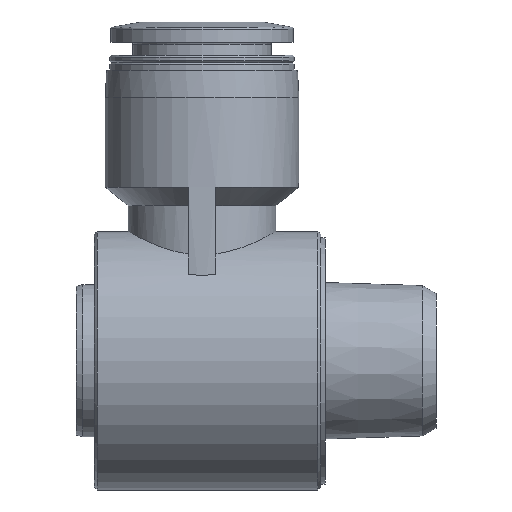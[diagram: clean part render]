
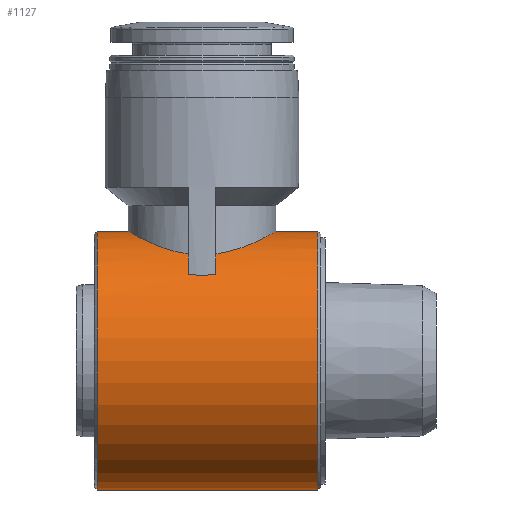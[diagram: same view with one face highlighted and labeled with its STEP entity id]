
A CAD part, left-side view. The second image highlights one B-rep face of the part: STEP entity #1127.
In plain terms, the highlighted cylindrical face has radius 14 mm (diameter 28 mm), a full revolution.
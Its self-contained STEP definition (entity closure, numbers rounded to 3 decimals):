
#113=B_SPLINE_CURVE_WITH_KNOTS('',3,(#1582,#1583,#1584,#1585,#1586,#1587,
#1588,#1589,#1590,#1591,#1592),.UNSPECIFIED.,.F.,.F.,(4,1,1,1,1,1,1,1,4),
(0.014,0.017,0.02,0.023,
0.026,0.028,0.031,0.034,
0.037),.UNSPECIFIED.);
#114=B_SPLINE_CURVE_WITH_KNOTS('',3,(#1597,#1598,#1599,#1600),
 .UNSPECIFIED.,.F.,.F.,(4,4),(0.,0.003),.UNSPECIFIED.);
#115=B_SPLINE_CURVE_WITH_KNOTS('',3,(#1604,#1605,#1606,#1607,#1608,#1609,
#1610,#1611,#1612,#1613,#1614),.UNSPECIFIED.,.F.,.F.,(4,1,1,1,1,1,1,1,4),
(0.04,0.043,0.046,0.048,
0.051,0.054,0.057,0.06,
0.062),.UNSPECIFIED.);
#116=B_SPLINE_CURVE_WITH_KNOTS('',3,(#1618,#1619,#1620,#1621),
 .UNSPECIFIED.,.F.,.F.,(4,4),(0.,0.003),.UNSPECIFIED.);
#154=ORIENTED_EDGE('',*,*,#342,.F.);
#155=ORIENTED_EDGE('',*,*,#343,.T.);
#156=ORIENTED_EDGE('',*,*,#344,.F.);
#157=ORIENTED_EDGE('',*,*,#345,.F.);
#158=ORIENTED_EDGE('',*,*,#346,.F.);
#159=ORIENTED_EDGE('',*,*,#347,.F.);
#160=ORIENTED_EDGE('',*,*,#348,.F.);
#161=ORIENTED_EDGE('',*,*,#349,.F.);
#162=ORIENTED_EDGE('',*,*,#350,.F.);
#163=ORIENTED_EDGE('',*,*,#351,.F.);
#342=EDGE_CURVE('',#436,#436,#503,.T.);
#343=EDGE_CURVE('',#437,#437,#504,.T.);
#344=EDGE_CURVE('',#438,#439,#113,.T.);
#345=EDGE_CURVE('',#440,#438,#505,.T.);
#346=EDGE_CURVE('',#441,#440,#114,.T.);
#347=EDGE_CURVE('',#442,#441,#506,.T.);
#348=EDGE_CURVE('',#443,#442,#115,.T.);
#349=EDGE_CURVE('',#444,#443,#507,.T.);
#350=EDGE_CURVE('',#445,#444,#116,.T.);
#351=EDGE_CURVE('',#439,#445,#508,.T.);
#436=VERTEX_POINT('',#1579);
#437=VERTEX_POINT('',#1581);
#438=VERTEX_POINT('',#1593);
#439=VERTEX_POINT('',#1594);
#440=VERTEX_POINT('',#1596);
#441=VERTEX_POINT('',#1601);
#442=VERTEX_POINT('',#1603);
#443=VERTEX_POINT('',#1615);
#444=VERTEX_POINT('',#1617);
#445=VERTEX_POINT('',#1622);
#503=CIRCLE('',#1196,14.);
#504=CIRCLE('',#1197,14.);
#505=CIRCLE('',#1198,14.);
#506=CIRCLE('',#1199,14.);
#507=CIRCLE('',#1200,14.);
#508=CIRCLE('',#1201,14.);
#550=EDGE_LOOP('',(#154));
#551=EDGE_LOOP('',(#155));
#552=EDGE_LOOP('',(#156,#157,#158,#159,#160,#161,#162,#163));
#639=FACE_BOUND('',#550,.T.);
#640=FACE_BOUND('',#551,.T.);
#641=FACE_BOUND('',#552,.T.);
#722=CYLINDRICAL_SURFACE('',#1195,14.);
#1127=ADVANCED_FACE('',(#639,#640,#641),#722,.T.);
#1195=AXIS2_PLACEMENT_3D('',#1577,#1314,#1315);
#1196=AXIS2_PLACEMENT_3D('',#1578,#1316,#1317);
#1197=AXIS2_PLACEMENT_3D('',#1580,#1318,#1319);
#1198=AXIS2_PLACEMENT_3D('',#1595,#1320,#1321);
#1199=AXIS2_PLACEMENT_3D('',#1602,#1322,#1323);
#1200=AXIS2_PLACEMENT_3D('',#1616,#1324,#1325);
#1201=AXIS2_PLACEMENT_3D('',#1623,#1326,#1327);
#1314=DIRECTION('',(0.,-1.,0.));
#1315=DIRECTION('',(0.,0.,-1.));
#1316=DIRECTION('',(0.,-1.,0.));
#1317=DIRECTION('',(0.,0.,-1.));
#1318=DIRECTION('',(0.,-1.,0.));
#1319=DIRECTION('',(0.,0.,-1.));
#1320=DIRECTION('',(0.,-1.,0.));
#1321=DIRECTION('',(1.,0.,0.));
#1322=DIRECTION('',(0.,1.,0.));
#1323=DIRECTION('',(-1.,0.,0.));
#1324=DIRECTION('',(0.,1.,0.));
#1325=DIRECTION('',(-1.,0.,0.));
#1326=DIRECTION('',(0.,-1.,0.));
#1327=DIRECTION('',(1.,0.,0.));
#1577=CARTESIAN_POINT('',(0.,-25.35,0.));
#1578=CARTESIAN_POINT('',(0.,-12.55,0.));
#1579=CARTESIAN_POINT('',(0.,-12.55,-14.));
#1580=CARTESIAN_POINT('',(0.,11.35,0.));
#1581=CARTESIAN_POINT('',(0.,11.35,-14.));
#1582=CARTESIAN_POINT('',(7.858,1.5,11.587));
#1583=CARTESIAN_POINT('',(7.683,2.42,11.706));
#1584=CARTESIAN_POINT('',(7.007,4.175,12.156));
#1585=CARTESIAN_POINT('',(5.23,6.254,13.052));
#1586=CARTESIAN_POINT('',(2.838,7.654,13.798));
#1587=CARTESIAN_POINT('',(0.01,8.172,14.1));
#1588=CARTESIAN_POINT('',(-2.834,7.658,13.8));
#1589=CARTESIAN_POINT('',(-5.239,6.248,13.049));
#1590=CARTESIAN_POINT('',(-7.01,4.168,12.154));
#1591=CARTESIAN_POINT('',(-7.683,2.42,11.706));
#1592=CARTESIAN_POINT('',(-7.858,1.5,11.587));
#1593=CARTESIAN_POINT('',(7.858,1.5,11.587));
#1594=CARTESIAN_POINT('',(-7.858,1.5,11.587));
#1595=CARTESIAN_POINT('',(0.,1.5,0.));
#1596=CARTESIAN_POINT('',(10.392,1.5,9.381));
#1597=CARTESIAN_POINT('',(10.392,-1.5,9.381));
#1598=CARTESIAN_POINT('',(10.536,-0.508,9.222));
#1599=CARTESIAN_POINT('',(10.536,0.507,9.222));
#1600=CARTESIAN_POINT('',(10.392,1.5,9.381));
#1601=CARTESIAN_POINT('',(10.392,-1.5,9.381));
#1602=CARTESIAN_POINT('',(0.,-1.5,0.));
#1603=CARTESIAN_POINT('',(7.858,-1.5,11.587));
#1604=CARTESIAN_POINT('',(-7.858,-1.5,11.587));
#1605=CARTESIAN_POINT('',(-7.682,-2.422,11.706));
#1606=CARTESIAN_POINT('',(-7.006,-4.178,12.157));
#1607=CARTESIAN_POINT('',(-5.224,-6.259,13.054));
#1608=CARTESIAN_POINT('',(-2.831,-7.658,13.801));
#1609=CARTESIAN_POINT('',(0.023,-8.173,14.101));
#1610=CARTESIAN_POINT('',(2.849,-7.65,13.796));
#1611=CARTESIAN_POINT('',(5.247,-6.24,13.045));
#1612=CARTESIAN_POINT('',(7.013,-4.161,12.152));
#1613=CARTESIAN_POINT('',(7.683,-2.419,11.706));
#1614=CARTESIAN_POINT('',(7.858,-1.5,11.587));
#1615=CARTESIAN_POINT('',(-7.858,-1.5,11.587));
#1616=CARTESIAN_POINT('',(0.,-1.5,0.));
#1617=CARTESIAN_POINT('',(-10.392,-1.5,9.381));
#1618=CARTESIAN_POINT('',(-10.392,1.5,9.381));
#1619=CARTESIAN_POINT('',(-10.536,0.508,9.222));
#1620=CARTESIAN_POINT('',(-10.536,-0.507,9.222));
#1621=CARTESIAN_POINT('',(-10.392,-1.5,9.381));
#1622=CARTESIAN_POINT('',(-10.392,1.5,9.381));
#1623=CARTESIAN_POINT('',(0.,1.5,0.));
